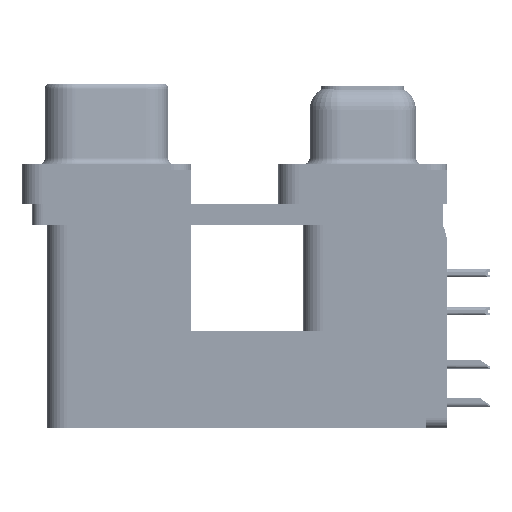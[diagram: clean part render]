
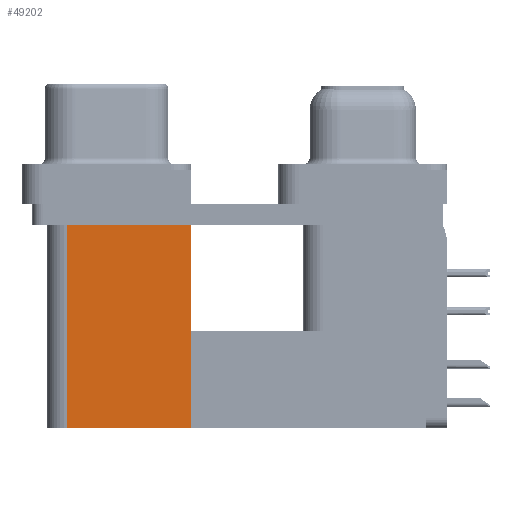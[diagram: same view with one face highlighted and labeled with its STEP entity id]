
A CAD part, left-side view. The second image highlights one B-rep face of the part: STEP entity #49202.
In plain terms, the highlighted planar face has unit normal (-1, 0, 0).
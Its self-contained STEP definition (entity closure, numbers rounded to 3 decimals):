
#136 = DIRECTION ( 'NONE',  ( 0., 0., 1. ) ) ;
#2054 = DIRECTION ( 'NONE',  ( 1., 0., 0. ) ) ;
#2968 = VERTEX_POINT ( 'NONE', #34149 ) ;
#5546 = DIRECTION ( 'NONE',  ( 0., 1., 0. ) ) ;
#5855 = DIRECTION ( 'NONE',  ( 0., 1., 0. ) ) ;
#11039 = ORIENTED_EDGE ( 'NONE', *, *, #12398, .T. ) ;
#11054 = ORIENTED_EDGE ( 'NONE', *, *, #38945, .F. ) ;
#12398 = EDGE_CURVE ( 'NONE', #35776, #17395, #55336, .T. ) ;
#13261 = VECTOR ( 'NONE', #5855, 1000. ) ;
#15802 = CARTESIAN_POINT ( 'NONE',  ( 3.79, 12.775, -19.2 ) ) ;
#17395 = VERTEX_POINT ( 'NONE', #33503 ) ;
#18855 = EDGE_LOOP ( 'NONE', ( #44274, #11054, #22226, #11039 ) ) ;
#22165 = CARTESIAN_POINT ( 'NONE',  ( 3.79, 12.775, -19.2 ) ) ;
#22226 = ORIENTED_EDGE ( 'NONE', *, *, #22311, .F. ) ;
#22311 = EDGE_CURVE ( 'NONE', #35776, #2968, #62653, .T. ) ;
#24867 = CARTESIAN_POINT ( 'NONE',  ( 3.79, 12.775, -19.2 ) ) ;
#30940 = LINE ( 'NONE', #47020, #47719 ) ;
#33503 = CARTESIAN_POINT ( 'NONE',  ( 3.79, 12.775, -2.5 ) ) ;
#33889 = CARTESIAN_POINT ( 'NONE',  ( 3.79, 12.775, -19.2 ) ) ;
#34149 = CARTESIAN_POINT ( 'NONE',  ( 3.79, 21.975, -19.2 ) ) ;
#35776 = VERTEX_POINT ( 'NONE', #22165 ) ;
#36355 = CARTESIAN_POINT ( 'NONE',  ( 3.79, 12.775, -2.5 ) ) ;
#38945 = EDGE_CURVE ( 'NONE', #2968, #67196, #30940, .T. ) ;
#39001 = DIRECTION ( 'NONE',  ( 0., 1., 0. ) ) ;
#44274 = ORIENTED_EDGE ( 'NONE', *, *, #63460, .T. ) ;
#45738 = DIRECTION ( 'NONE',  ( 0., 0., 1. ) ) ;
#47020 = CARTESIAN_POINT ( 'NONE',  ( 3.79, 21.975, -19.2 ) ) ;
#47719 = VECTOR ( 'NONE', #136, 1000. ) ;
#49027 = CARTESIAN_POINT ( 'NONE',  ( 3.79, 21.975, -2.5 ) ) ;
#49202 = ADVANCED_FACE ( 'NONE', ( #54407 ), #49602, .F. ) ;
#49602 = PLANE ( 'NONE',  #62077 ) ;
#52629 = VECTOR ( 'NONE', #45738, 1000. ) ;
#54407 = FACE_OUTER_BOUND ( 'NONE', #18855, .T. ) ;
#55336 = LINE ( 'NONE', #24867, #52629 ) ;
#62077 = AXIS2_PLACEMENT_3D ( 'NONE', #33889, #2054, #39001 ) ;
#62351 = LINE ( 'NONE', #36355, #65860 ) ;
#62653 = LINE ( 'NONE', #15802, #13261 ) ;
#63460 = EDGE_CURVE ( 'NONE', #17395, #67196, #62351, .T. ) ;
#65860 = VECTOR ( 'NONE', #5546, 1000. ) ;
#67196 = VERTEX_POINT ( 'NONE', #49027 ) ;
